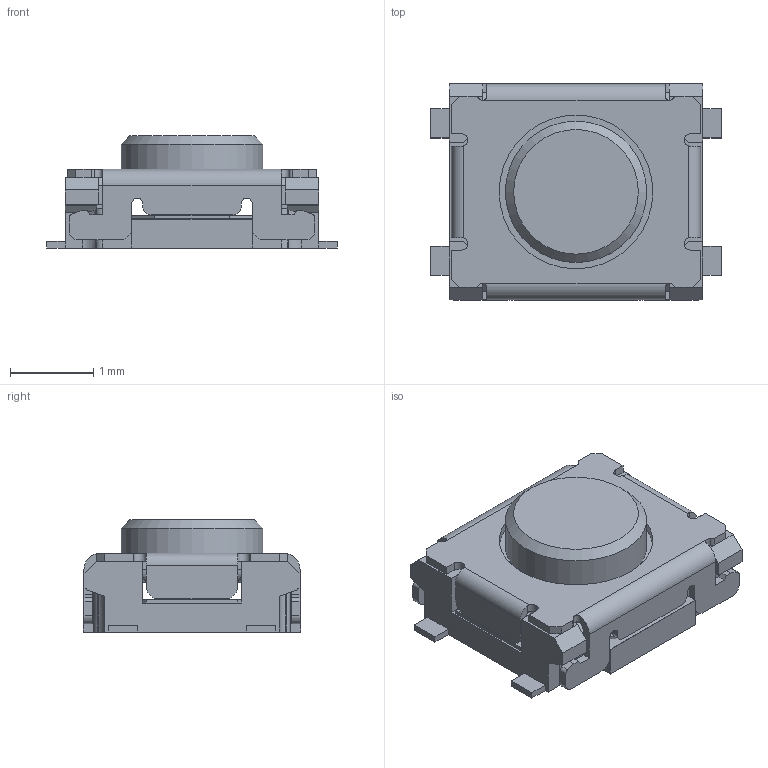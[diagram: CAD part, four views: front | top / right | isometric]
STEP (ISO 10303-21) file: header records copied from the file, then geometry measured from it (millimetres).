
FILE_DESCRIPTION(('FreeCAD Model'),'2;1');
FILE_NAME('Open CASCADE Shape Model','2023-02-12T10:28:31',( 'Alberto Medrano'),('codeA, C.A.'),'Open CASCADE STEP processor 7.5' ,'FreeCAD','Unknown');
FILE_SCHEMA(('AUTOMOTIVE_DESIGN { 1 0 10303 214 1 1 1 1 }'));
Length unit declared in the file: millimetre
Products named in the file (3): Part; PTS830; CubeFixColor
Assembly tree (2 placements, depth 2):
  Part
    PTS830
    CubeFixColor
Bounding box: 3.5 x 2.62 x 1.35 mm (x, y, z)
Volume: 7 mm3; surface area: 80.7 mm2
Topology: 2 solids, 3 shells, 301 faces, 888 edges, 580 vertices
Faces by surface type: plane 227, cylinder 66, cone 4, sphere 3, torus 1
Full cylindrical faces by diameter (mm): 0.6 x1, 1.3 x1, 1.7 x1, 1.85 x1
Entity records: 10702 total; most frequent: CARTESIAN_POINT 1990, ORIENTED_EDGE 1772, DIRECTION 1597, EDGE_CURVE 886, LINE 689, VECTOR 689, VERTEX_POINT 580, AXIS2_PLACEMENT_3D 454
